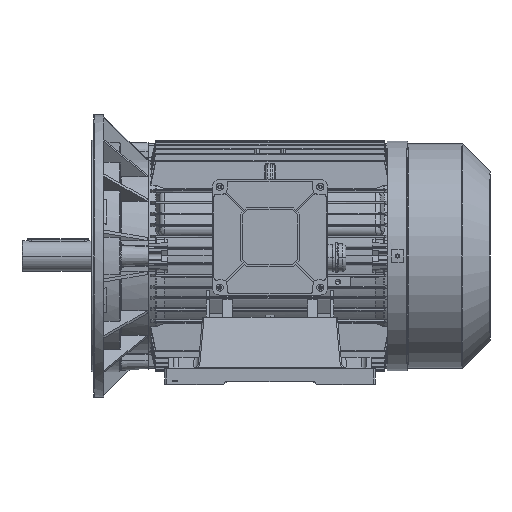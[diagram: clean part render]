
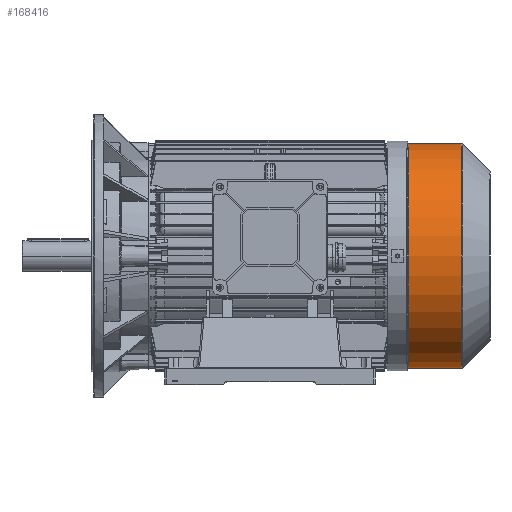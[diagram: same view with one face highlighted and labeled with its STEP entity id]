
A CAD part, front view. The second image highlights one B-rep face of the part: STEP entity #168416.
In plain terms, the highlighted cylindrical face has radius 219 mm (diameter 438 mm), a partial arc.
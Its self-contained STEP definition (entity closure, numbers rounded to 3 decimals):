
#5243 = ORIENTED_EDGE ( 'NONE', *, *, #221000, .F. ) ;
#10143 = LINE ( 'NONE', #58090, #105791 ) ;
#16299 = AXIS2_PLACEMENT_3D ( 'NONE', #31621, #90022, #144798 ) ;
#23410 = CARTESIAN_POINT ( 'NONE',  ( 0., 0., 219. ) ) ;
#26717 = DIRECTION ( 'NONE',  ( 1., 0., 0. ) ) ;
#31621 = CARTESIAN_POINT ( 'NONE',  ( 144.182, 0., 0. ) ) ;
#42575 = CARTESIAN_POINT ( 'NONE',  ( 144.182, 0., 219. ) ) ;
#47984 = AXIS2_PLACEMENT_3D ( 'NONE', #77943, #26717, #60888 ) ;
#58090 = CARTESIAN_POINT ( 'NONE',  ( 0., 0., -219. ) ) ;
#60888 = DIRECTION ( 'NONE',  ( 0., 0., 1. ) ) ;
#65901 = EDGE_CURVE ( 'NONE', #174259, #198656, #159355, .T. ) ;
#73481 = VECTOR ( 'NONE', #160556, 1000. ) ;
#74725 = CARTESIAN_POINT ( 'NONE',  ( 144.182, 0., -219. ) ) ;
#77943 = CARTESIAN_POINT ( 'NONE',  ( 40.8, 0., 0. ) ) ;
#83108 = ORIENTED_EDGE ( 'NONE', *, *, #65901, .T. ) ;
#90022 = DIRECTION ( 'NONE',  ( -1., 0., 0. ) ) ;
#100885 = CARTESIAN_POINT ( 'NONE',  ( 40.8, 0., 219. ) ) ;
#105307 = AXIS2_PLACEMENT_3D ( 'NONE', #138494, #172684, #159171 ) ;
#105791 = VECTOR ( 'NONE', #115190, 1000. ) ;
#114158 = VERTEX_POINT ( 'NONE', #168441 ) ;
#115190 = DIRECTION ( 'NONE',  ( -1., 0., 0. ) ) ;
#121225 = CIRCLE ( 'NONE', #16299, 219. ) ;
#121408 = CYLINDRICAL_SURFACE ( 'NONE', #105307, 219. ) ;
#128900 = FACE_OUTER_BOUND ( 'NONE', #156167, .T. ) ;
#138494 = CARTESIAN_POINT ( 'NONE',  ( 0., 0., 0. ) ) ;
#144798 = DIRECTION ( 'NONE',  ( 0., 0., -1. ) ) ;
#152919 = CIRCLE ( 'NONE', #47984, 219. ) ;
#155805 = EDGE_CURVE ( 'NONE', #190749, #174259, #121225, .T. ) ;
#156167 = EDGE_LOOP ( 'NONE', ( #5243, #222312, #83108, #170566 ) ) ;
#159171 = DIRECTION ( 'NONE',  ( 0., 0., 1. ) ) ;
#159355 = LINE ( 'NONE', #23410, #73481 ) ;
#160556 = DIRECTION ( 'NONE',  ( -1., 0., 0. ) ) ;
#168416 = ADVANCED_FACE ( 'NONE', ( #128900 ), #121408, .T. ) ;
#168441 = CARTESIAN_POINT ( 'NONE',  ( 40.8, 0., -219. ) ) ;
#170566 = ORIENTED_EDGE ( 'NONE', *, *, #222672, .T. ) ;
#172684 = DIRECTION ( 'NONE',  ( -1., 0., 0. ) ) ;
#174259 = VERTEX_POINT ( 'NONE', #42575 ) ;
#190749 = VERTEX_POINT ( 'NONE', #74725 ) ;
#198656 = VERTEX_POINT ( 'NONE', #100885 ) ;
#221000 = EDGE_CURVE ( 'NONE', #190749, #114158, #10143, .T. ) ;
#222312 = ORIENTED_EDGE ( 'NONE', *, *, #155805, .T. ) ;
#222672 = EDGE_CURVE ( 'NONE', #198656, #114158, #152919, .T. ) ;
